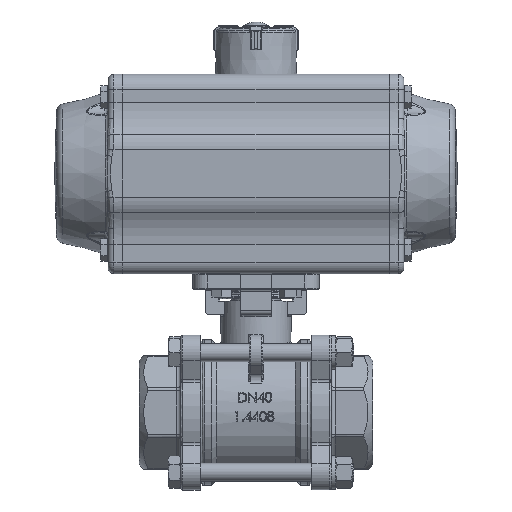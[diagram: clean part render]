
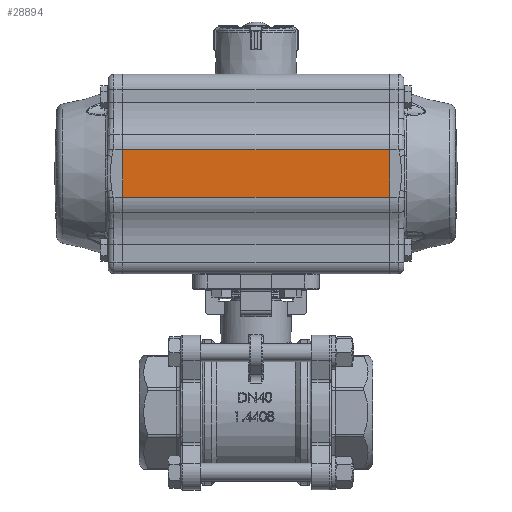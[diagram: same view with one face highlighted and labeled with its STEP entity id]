
A CAD part, top view. The second image highlights one B-rep face of the part: STEP entity #28894.
In plain terms, the highlighted face is planar.
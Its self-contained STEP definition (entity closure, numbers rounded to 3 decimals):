
#2088=LINE('',#81364,#3793);
#2099=LINE('',#81417,#3804);
#2121=LINE('',#81499,#3826);
#2122=LINE('',#81501,#3827);
#3793=VECTOR('',#38350,1000.);
#3804=VECTOR('',#38393,1000.);
#3826=VECTOR('',#38471,1000.);
#3827=VECTOR('',#38474,1000.);
#5824=PLANE('',#31732);
#14049=ORIENTED_EDGE('',*,*,#18713,.T.);
#14050=ORIENTED_EDGE('',*,*,#18781,.F.);
#14051=ORIENTED_EDGE('',*,*,#18739,.F.);
#14052=ORIENTED_EDGE('',*,*,#18782,.T.);
#18713=EDGE_CURVE('',#21692,#21691,#2088,.T.);
#18739=EDGE_CURVE('',#21717,#21718,#2099,.T.);
#18781=EDGE_CURVE('',#21718,#21691,#2121,.T.);
#18782=EDGE_CURVE('',#21717,#21692,#2122,.T.);
#21691=VERTEX_POINT('',#81363);
#21692=VERTEX_POINT('',#81365);
#21717=VERTEX_POINT('',#81416);
#21718=VERTEX_POINT('',#81418);
#24937=EDGE_LOOP('',(#14049,#14050,#14051,#14052));
#26966=FACE_BOUND('',#24937,.T.);
#28894=ADVANCED_FACE('',(#26966),#5824,.F.);
#31732=AXIS2_PLACEMENT_3D('',#81500,#38472,#38473);
#38350=DIRECTION('',(0.,1.,0.));
#38393=DIRECTION('',(0.,1.,0.));
#38471=DIRECTION('',(0.,0.,-1.));
#38472=DIRECTION('',(-1.,0.,0.));
#38473=DIRECTION('',(0.,0.,1.));
#38474=DIRECTION('',(0.,0.,-1.));
#81363=CARTESIAN_POINT('',(42.5,12.191,-68.5));
#81364=CARTESIAN_POINT('',(42.5,-12.191,-68.5));
#81365=CARTESIAN_POINT('',(42.5,-12.191,-68.5));
#81416=CARTESIAN_POINT('',(42.5,-12.191,68.5));
#81417=CARTESIAN_POINT('',(42.5,-12.191,68.5));
#81418=CARTESIAN_POINT('',(42.5,12.191,68.5));
#81499=CARTESIAN_POINT('',(42.5,12.191,68.5));
#81500=CARTESIAN_POINT('',(42.5,-12.191,68.5));
#81501=CARTESIAN_POINT('',(42.5,-12.191,68.5));
